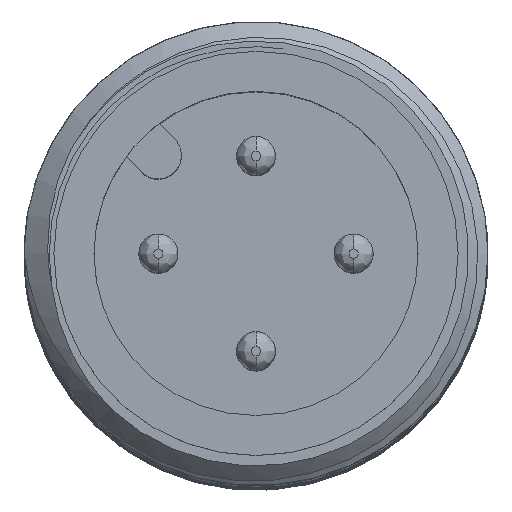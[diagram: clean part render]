
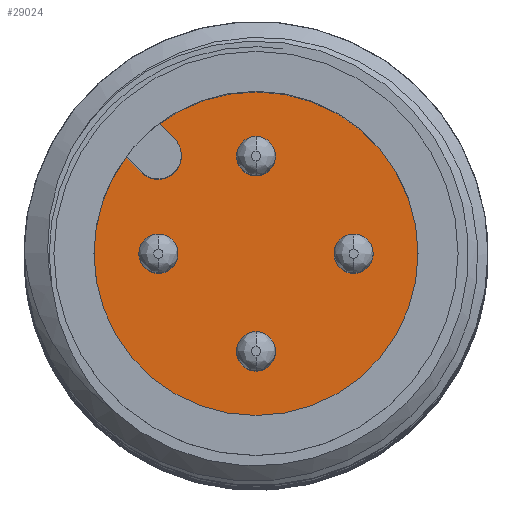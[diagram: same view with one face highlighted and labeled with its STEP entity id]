
A CAD part, top view. The second image highlights one B-rep face of the part: STEP entity #29024.
In plain terms, the highlighted planar face has unit normal (0, 0, 1).
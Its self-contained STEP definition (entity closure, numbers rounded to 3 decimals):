
#17761=CARTESIAN_POINT('',(0.,0.,65.2));
#17762=DIRECTION('',(0.,0.,1.));
#17763=DIRECTION('',(0.,-1.,0.));
#17764=AXIS2_PLACEMENT_3D('',#17761,#17762,#17763);
#17766=CARTESIAN_POINT('',(0.,0.,65.2));
#17767=DIRECTION('',(0.,0.,-1.));
#17768=DIRECTION('',(0.,-1.,0.));
#17769=AXIS2_PLACEMENT_3D('',#17766,#17767,#17768);
#17779=CARTESIAN_POINT('',(0.,0.,65.2));
#17780=DIRECTION('',(0.,0.,-1.));
#17781=DIRECTION('',(-0.597,0.802,0.));
#17782=AXIS2_PLACEMENT_3D('',#17779,#17780,#17781);
#17784=DIRECTION('',(0.707,-0.707,0.));
#17785=VECTOR('',#17784,0.556);
#17786=CARTESIAN_POINT('',(-3.328,2.479,65.2));
#17787=LINE('',#17786,#17785);
#17788=DIRECTION('',(-0.707,0.707,0.));
#17789=VECTOR('',#17788,0.556);
#17790=CARTESIAN_POINT('',(-2.086,2.934,65.2));
#17791=LINE('',#17790,#17789);
#17792=CARTESIAN_POINT('',(0.,2.5,65.2));
#17793=DIRECTION('',(0.,0.,1.));
#17794=DIRECTION('',(0.,1.,0.));
#17795=AXIS2_PLACEMENT_3D('',#17792,#17793,#17794);
#17797=CARTESIAN_POINT('',(0.,2.5,65.2));
#17798=DIRECTION('',(0.,0.,1.));
#17799=DIRECTION('',(0.,-1.,0.));
#17800=AXIS2_PLACEMENT_3D('',#17797,#17798,#17799);
#17802=CARTESIAN_POINT('',(-2.5,0.,65.2));
#17803=DIRECTION('',(0.,0.,1.));
#17804=DIRECTION('',(0.,1.,0.));
#17805=AXIS2_PLACEMENT_3D('',#17802,#17803,#17804);
#17807=CARTESIAN_POINT('',(-2.5,0.,65.2));
#17808=DIRECTION('',(0.,0.,1.));
#17809=DIRECTION('',(0.,-1.,0.));
#17810=AXIS2_PLACEMENT_3D('',#17807,#17808,#17809);
#17812=CARTESIAN_POINT('',(2.5,0.,65.2));
#17813=DIRECTION('',(0.,0.,1.));
#17814=DIRECTION('',(0.,1.,0.));
#17815=AXIS2_PLACEMENT_3D('',#17812,#17813,#17814);
#17817=CARTESIAN_POINT('',(2.5,0.,65.2));
#17818=DIRECTION('',(0.,0.,1.));
#17819=DIRECTION('',(0.,-1.,0.));
#17820=AXIS2_PLACEMENT_3D('',#17817,#17818,#17819);
#17822=CARTESIAN_POINT('',(0.,-2.5,65.2));
#17823=DIRECTION('',(0.,0.,1.));
#17824=DIRECTION('',(0.,1.,0.));
#17825=AXIS2_PLACEMENT_3D('',#17822,#17823,#17824);
#17827=CARTESIAN_POINT('',(0.,-2.5,65.2));
#17828=DIRECTION('',(0.,0.,1.));
#17829=DIRECTION('',(0.,-1.,0.));
#17830=AXIS2_PLACEMENT_3D('',#17827,#17828,#17829);
#17840=CARTESIAN_POINT('',(-2.51,2.51,65.2));
#17841=DIRECTION('',(0.,0.,-1.));
#17842=DIRECTION('',(0.707,0.707,0.));
#17843=AXIS2_PLACEMENT_3D('',#17840,#17841,#17842);
#18424=CARTESIAN_POINT('',(0.,-4.15,65.2));
#18426=VERTEX_POINT('',#18424);
#18428=CARTESIAN_POINT('',(0.,4.15,65.2));
#18430=VERTEX_POINT('',#18428);
#18436=CARTESIAN_POINT('',(0.,3.,65.2));
#18437=CARTESIAN_POINT('',(0.,2.,65.2));
#18438=VERTEX_POINT('',#18436);
#18439=VERTEX_POINT('',#18437);
#18440=CARTESIAN_POINT('',(-2.5,0.5,65.2));
#18441=CARTESIAN_POINT('',(-2.5,-0.5,65.2));
#18442=VERTEX_POINT('',#18440);
#18443=VERTEX_POINT('',#18441);
#18444=CARTESIAN_POINT('',(2.5,0.5,65.2));
#18445=CARTESIAN_POINT('',(2.5,-0.5,65.2));
#18446=VERTEX_POINT('',#18444);
#18447=VERTEX_POINT('',#18445);
#18448=CARTESIAN_POINT('',(0.,-2.,65.2));
#18449=CARTESIAN_POINT('',(0.,-3.,65.2));
#18450=VERTEX_POINT('',#18448);
#18451=VERTEX_POINT('',#18449);
#18468=CARTESIAN_POINT('',(-3.328,2.479,65.2));
#18469=VERTEX_POINT('',#18468);
#18470=CARTESIAN_POINT('',(-2.479,3.328,65.2));
#18471=VERTEX_POINT('',#18470);
#18496=CARTESIAN_POINT('',(-2.086,2.934,65.2));
#18497=VERTEX_POINT('',#18496);
#18498=CARTESIAN_POINT('',(-2.934,2.086,65.2));
#18499=VERTEX_POINT('',#18498);
#28984=CARTESIAN_POINT('',(0.,0.,65.2));
#28985=DIRECTION('',(0.,0.,1.));
#28986=DIRECTION('',(0.,1.,0.));
#28987=AXIS2_PLACEMENT_3D('',#28984,#28985,#28986);
#28988=PLANE('',#28987);
#28990=ORIENTED_EDGE('',*,*,#28989,.T.);
#28992=ORIENTED_EDGE('',*,*,#28991,.F.);
#28994=ORIENTED_EDGE('',*,*,#28993,.T.);
#28995=ORIENTED_EDGE('',*,*,#28973,.T.);
#28996=ORIENTED_EDGE('',*,*,#28955,.F.);
#28997=ORIENTED_EDGE('',*,*,#28968,.T.);
#28998=EDGE_LOOP('',(#28990,#28992,#28994,#28995,#28996,#28997));
#28999=FACE_OUTER_BOUND('',#28998,.F.);
#29001=ORIENTED_EDGE('',*,*,#29000,.T.);
#29003=ORIENTED_EDGE('',*,*,#29002,.T.);
#29004=EDGE_LOOP('',(#29001,#29003));
#29005=FACE_BOUND('',#29004,.F.);
#29007=ORIENTED_EDGE('',*,*,#29006,.T.);
#29009=ORIENTED_EDGE('',*,*,#29008,.T.);
#29010=EDGE_LOOP('',(#29007,#29009));
#29011=FACE_BOUND('',#29010,.F.);
#29013=ORIENTED_EDGE('',*,*,#29012,.T.);
#29015=ORIENTED_EDGE('',*,*,#29014,.T.);
#29016=EDGE_LOOP('',(#29013,#29015));
#29017=FACE_BOUND('',#29016,.F.);
#29019=ORIENTED_EDGE('',*,*,#29018,.T.);
#29021=ORIENTED_EDGE('',*,*,#29020,.T.);
#29022=EDGE_LOOP('',(#29019,#29021));
#29023=FACE_BOUND('',#29022,.F.);
#29024=ADVANCED_FACE('',(#28999,#29005,#29011,#29017,#29023),#28988,.T.);
#17765=CIRCLE('',#17764,4.15);
#17770=CIRCLE('',#17769,4.15);
#17783=CIRCLE('',#17782,4.15);
#17796=CIRCLE('',#17795,0.5);
#17801=CIRCLE('',#17800,0.5);
#17806=CIRCLE('',#17805,0.5);
#17811=CIRCLE('',#17810,0.5);
#17816=CIRCLE('',#17815,0.5);
#17821=CIRCLE('',#17820,0.5);
#17826=CIRCLE('',#17825,0.5);
#17831=CIRCLE('',#17830,0.5);
#17844=CIRCLE('',#17843,0.6);
#28955=EDGE_CURVE('',#18426,#18430,#17765,.T.);
#28968=EDGE_CURVE('',#18426,#18469,#17770,.T.);
#28973=EDGE_CURVE('',#18471,#18430,#17783,.T.);
#28989=EDGE_CURVE('',#18469,#18499,#17787,.T.);
#28991=EDGE_CURVE('',#18497,#18499,#17844,.T.);
#28993=EDGE_CURVE('',#18497,#18471,#17791,.T.);
#29000=EDGE_CURVE('',#18438,#18439,#17796,.T.);
#29002=EDGE_CURVE('',#18439,#18438,#17801,.T.);
#29006=EDGE_CURVE('',#18442,#18443,#17806,.T.);
#29008=EDGE_CURVE('',#18443,#18442,#17811,.T.);
#29012=EDGE_CURVE('',#18446,#18447,#17816,.T.);
#29014=EDGE_CURVE('',#18447,#18446,#17821,.T.);
#29018=EDGE_CURVE('',#18450,#18451,#17826,.T.);
#29020=EDGE_CURVE('',#18451,#18450,#17831,.T.);
